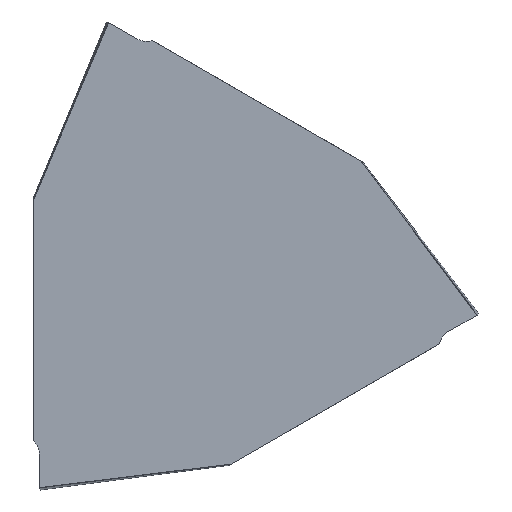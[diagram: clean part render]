
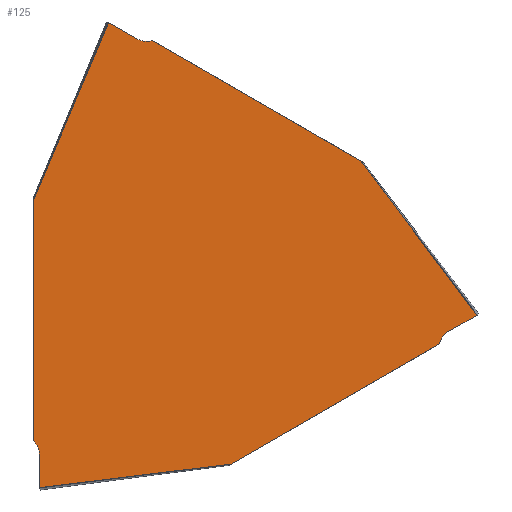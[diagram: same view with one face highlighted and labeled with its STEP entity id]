
A CAD part, left-side view. The second image highlights one B-rep face of the part: STEP entity #125.
In plain terms, the highlighted planar face has unit normal (-1, 0, 0).
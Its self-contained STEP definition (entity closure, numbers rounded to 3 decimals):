
#125=ADVANCED_FACE('',(#240),#211,.T.);
#211=PLANE('',#1489);
#240=FACE_OUTER_BOUND('',#326,.T.);
#326=EDGE_LOOP('',(#442,#443,#444,#445,#446,#447,#448,#449,#450,#451,#452,
#453,#454,#455,#456));
#412=ELLIPSE('',#1486,0.702,0.7);
#413=ELLIPSE('',#1487,0.702,0.7);
#414=ELLIPSE('',#1488,0.702,0.7);
#442=ORIENTED_EDGE('',*,*,#1006,.T.);
#443=ORIENTED_EDGE('',*,*,#1007,.T.);
#444=ORIENTED_EDGE('',*,*,#1008,.T.);
#445=ORIENTED_EDGE('',*,*,#1009,.T.);
#446=ORIENTED_EDGE('',*,*,#1010,.F.);
#447=ORIENTED_EDGE('',*,*,#1011,.T.);
#448=ORIENTED_EDGE('',*,*,#1012,.T.);
#449=ORIENTED_EDGE('',*,*,#1013,.T.);
#450=ORIENTED_EDGE('',*,*,#1014,.T.);
#451=ORIENTED_EDGE('',*,*,#1015,.F.);
#452=ORIENTED_EDGE('',*,*,#1016,.T.);
#453=ORIENTED_EDGE('',*,*,#1017,.T.);
#454=ORIENTED_EDGE('',*,*,#1018,.T.);
#455=ORIENTED_EDGE('',*,*,#1019,.T.);
#456=ORIENTED_EDGE('',*,*,#1020,.F.);
#874=VERTEX_POINT('',#1971);
#875=VERTEX_POINT('',#1972);
#876=VERTEX_POINT('',#1974);
#877=VERTEX_POINT('',#1976);
#878=VERTEX_POINT('',#1978);
#879=VERTEX_POINT('',#1980);
#880=VERTEX_POINT('',#1982);
#881=VERTEX_POINT('',#1984);
#882=VERTEX_POINT('',#1986);
#883=VERTEX_POINT('',#1988);
#884=VERTEX_POINT('',#1990);
#885=VERTEX_POINT('',#1992);
#886=VERTEX_POINT('',#1994);
#887=VERTEX_POINT('',#1996);
#888=VERTEX_POINT('',#1998);
#1006=EDGE_CURVE('',#874,#875,#1222,.T.);
#1007=EDGE_CURVE('',#875,#876,#1223,.T.);
#1008=EDGE_CURVE('',#876,#877,#1224,.T.);
#1009=EDGE_CURVE('',#877,#878,#1225,.T.);
#1010=EDGE_CURVE('',#879,#878,#412,.T.);
#1011=EDGE_CURVE('',#879,#880,#1226,.T.);
#1012=EDGE_CURVE('',#880,#881,#1227,.T.);
#1013=EDGE_CURVE('',#881,#882,#1228,.T.);
#1014=EDGE_CURVE('',#882,#883,#1229,.T.);
#1015=EDGE_CURVE('',#884,#883,#413,.T.);
#1016=EDGE_CURVE('',#884,#885,#1230,.T.);
#1017=EDGE_CURVE('',#885,#886,#1231,.T.);
#1018=EDGE_CURVE('',#886,#887,#1232,.T.);
#1019=EDGE_CURVE('',#887,#888,#1233,.T.);
#1020=EDGE_CURVE('',#874,#888,#414,.T.);
#1222=LINE('',#1970,#1303);
#1223=LINE('',#1973,#1304);
#1224=LINE('',#1975,#1305);
#1225=LINE('',#1977,#1306);
#1226=LINE('',#1981,#1307);
#1227=LINE('',#1983,#1308);
#1228=LINE('',#1985,#1309);
#1229=LINE('',#1987,#1310);
#1230=LINE('',#1991,#1311);
#1231=LINE('',#1993,#1312);
#1232=LINE('',#1995,#1313);
#1233=LINE('',#1997,#1314);
#1303=VECTOR('',#1611,1.);
#1304=VECTOR('',#1612,1.);
#1305=VECTOR('',#1613,1.);
#1306=VECTOR('',#1614,1.);
#1307=VECTOR('',#1617,1.);
#1308=VECTOR('',#1618,1.);
#1309=VECTOR('',#1619,1.);
#1310=VECTOR('',#1620,1.);
#1311=VECTOR('',#1623,1.);
#1312=VECTOR('',#1624,1.);
#1313=VECTOR('',#1625,1.);
#1314=VECTOR('',#1626,1.);
#1486=AXIS2_PLACEMENT_3D('',#1979,#1615,#1616);
#1487=AXIS2_PLACEMENT_3D('',#1989,#1621,#1622);
#1488=AXIS2_PLACEMENT_3D('',#1999,#1627,#1628);
#1489=AXIS2_PLACEMENT_3D('',#2000,#1629,#1630);
#1611=DIRECTION('',(0.,0.,-1.));
#1612=DIRECTION('',(0.,-0.992,0.122));
#1613=DIRECTION('',(0.,-0.866,0.5));
#1614=DIRECTION('',(0.,-0.259,0.966));
#1615=DIRECTION('',(-1.,0.,0.));
#1616=DIRECTION('',(0.,-0.998,0.059));
#1617=DIRECTION('',(0.,-0.866,0.5));
#1618=DIRECTION('',(0.,0.602,0.798));
#1619=DIRECTION('',(0.,0.866,0.5));
#1620=DIRECTION('',(0.,0.966,-0.259));
#1621=DIRECTION('',(-1.,0.,0.));
#1622=DIRECTION('',(0.,0.551,0.835));
#1623=DIRECTION('',(0.,0.866,0.5));
#1624=DIRECTION('',(0.,0.39,-0.921));
#1625=DIRECTION('',(0.,0.,-1.));
#1626=DIRECTION('',(0.,-0.707,-0.707));
#1627=DIRECTION('',(-1.,0.,0.));
#1628=DIRECTION('',(0.,0.448,-0.894));
#1629=DIRECTION('',(-1.,0.,0.));
#1630=DIRECTION('',(0.,0.,1.));
#1970=CARTESIAN_POINT('',(0.,6.855,0.));
#1971=CARTESIAN_POINT('',(0.,6.855,-7.261));
#1972=CARTESIAN_POINT('',(0.,6.855,-8.623));
#1973=CARTESIAN_POINT('',(0.,-0.903,-7.667));
#1974=CARTESIAN_POINT('',(0.,-0.924,-7.665));
#1975=CARTESIAN_POINT('',(0.,7.1,-12.298));
#1976=CARTESIAN_POINT('',(0.,-9.374,-2.786));
#1977=CARTESIAN_POINT('',(0.,-9.443,-2.53));
#1978=CARTESIAN_POINT('',(0.,-9.389,-2.732));
#1979=CARTESIAN_POINT('',(0.,-10.067,-2.912));
#1980=CARTESIAN_POINT('',(0.,-9.715,-2.306));
#1981=CARTESIAN_POINT('',(0.,-3.428,-5.937));
#1982=CARTESIAN_POINT('',(0.,-10.896,-1.625));
#1983=CARTESIAN_POINT('',(0.,-6.189,4.616));
#1984=CARTESIAN_POINT('',(0.,-6.176,4.633));
#1985=CARTESIAN_POINT('',(0.,-14.2,0.));
#1986=CARTESIAN_POINT('',(0.,2.274,9.511));
#1987=CARTESIAN_POINT('',(0.,2.53,9.443));
#1988=CARTESIAN_POINT('',(0.,2.329,9.497));
#1989=CARTESIAN_POINT('',(0.,2.512,10.174));
#1990=CARTESIAN_POINT('',(0.,2.86,9.567));
#1991=CARTESIAN_POINT('',(0.,-3.427,5.937));
#1992=CARTESIAN_POINT('',(0.,4.041,10.248));
#1993=CARTESIAN_POINT('',(0.,7.092,3.052));
#1994=CARTESIAN_POINT('',(0.,7.1,3.032));
#1995=CARTESIAN_POINT('',(0.,7.1,12.298));
#1996=CARTESIAN_POINT('',(0.,7.1,-6.725));
#1997=CARTESIAN_POINT('',(0.,6.913,-6.913));
#1998=CARTESIAN_POINT('',(0.,7.06,-6.765));
#1999=CARTESIAN_POINT('',(0.,7.555,-7.262));
#2000=CARTESIAN_POINT('',(0.,0.,0.));
